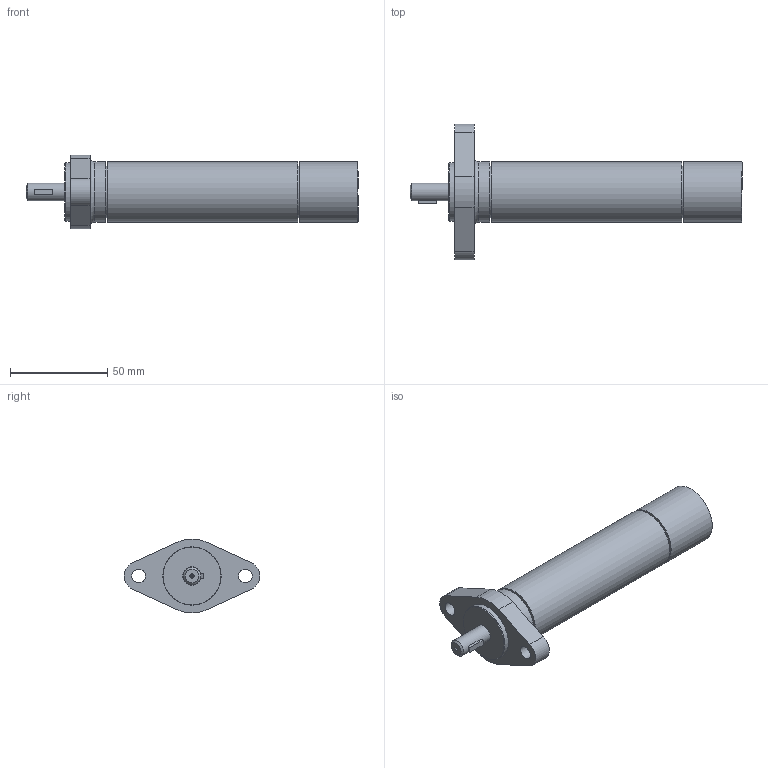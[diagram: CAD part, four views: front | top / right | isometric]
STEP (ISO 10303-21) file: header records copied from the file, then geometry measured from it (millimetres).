
FILE_DESCRIPTION(/* description */ (''),/* implementation_level */ '2;1');
FILE_NAME(/* name */ 'MUD 9-96 F55_29907217.stp',/* time_stamp */ '2018-11-14T16:49:27+01:00',/* author */ ('flambert'),/* organization */ (''),/* preprocessor_version */ 'ST-DEVELOPER v17',/* originating_system */ 'Autodesk Inventor 2018',/* authorisation */ '');
FILE_SCHEMA (('AUTOMOTIVE_DESIGN { 1 0 10303 214 3 1 1 }'));
Length unit declared in the file: millimetre
Products named in the file (1): MUD 9-96 F55_29907217
Bounding box: 171.1 x 70 x 37.86 mm (x, y, z)
Volume: 122356.3 mm3; surface area: 22132.2 mm2
Topology: 1 solids, 6 shells, 157 faces, 395 edges, 265 vertices
Faces by surface type: plane 94, cylinder 29, cone 14, torus 13, bspline 7
Full cylindrical faces by diameter (mm): 1 x1, 7 x2, 8.566 x3, 9 x1, 9.5 x1, 10.362 x1, 13.359 x1, 16 x4, 26.789 x2, 26.917 x1, 30 x1, 31 x3
Entity records: 5074 total; most frequent: CARTESIAN_POINT 940, DIRECTION 829, ORIENTED_EDGE 788, EDGE_CURVE 394, AXIS2_PLACEMENT_3D 300, VERTEX_POINT 265, LINE 229, VECTOR 229
